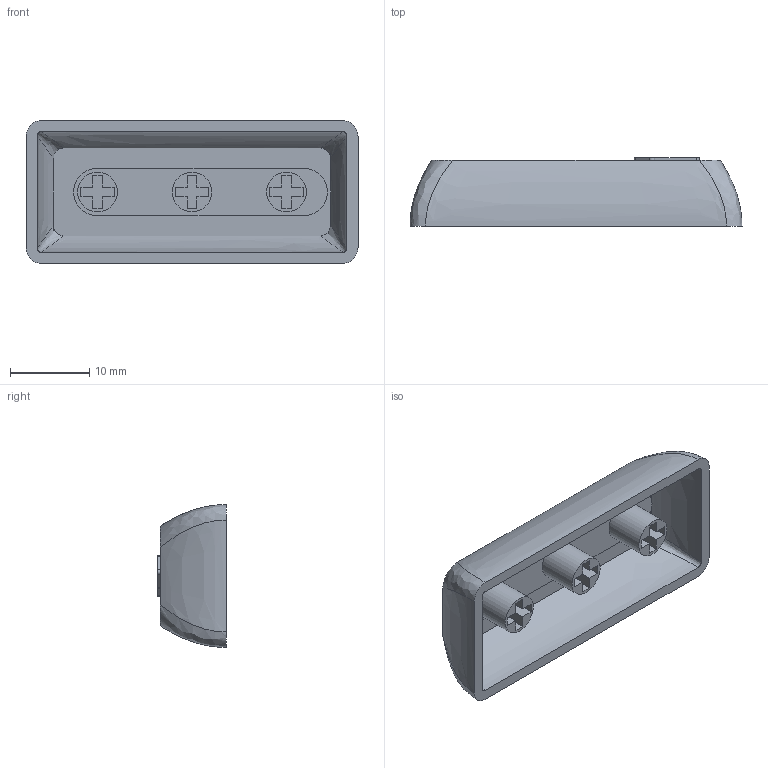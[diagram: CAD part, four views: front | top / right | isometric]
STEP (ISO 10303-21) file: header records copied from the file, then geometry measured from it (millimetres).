
FILE_DESCRIPTION(/* description */ (''),/* implementation_level */ '2;1');
FILE_NAME(/* name */ 'enterANSI_ART.step',/* time_stamp */ '2022-04-14T16:56:47-03:00',/* author */ (''),/* organization */ (''),/* preprocessor_version */ 'ST-DEVELOPER v18.1',/* originating_system */ 'Autodesk Translation Framework v10.14.0.1471',/* authorisation */ '');
FILE_SCHEMA (('AUTOMOTIVE_DESIGN { 1 0 10303 214 3 1 1 }'));
Length unit declared in the file: millimetre
Products named in the file (1): enterANSI_ART
Bounding box: 41.81 x 8.65 x 18 mm (x, y, z)
Volume: 2076.6 mm3; surface area: 3654 mm2
Topology: 2 solids, 2 shells, 103 faces, 274 edges, 183 vertices
Faces by surface type: plane 69, bspline 26, cylinder 8
Full cylindrical faces by diameter (mm): 5 x3
Entity records: 4213 total; most frequent: CARTESIAN_POINT 1818, ORIENTED_EDGE 548, DIRECTION 377, EDGE_CURVE 274, LINE 189, VECTOR 189, VERTEX_POINT 183, EDGE_LOOP 113
